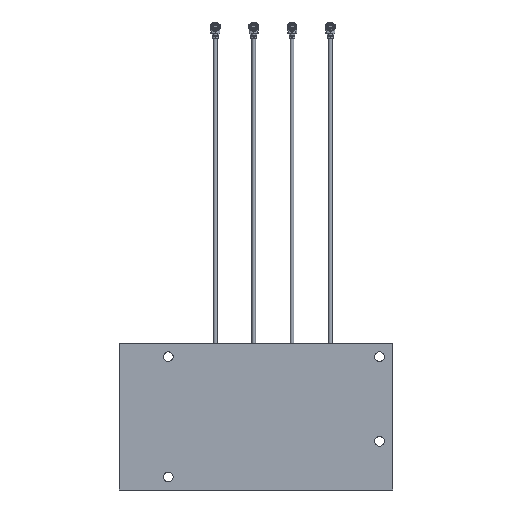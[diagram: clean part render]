
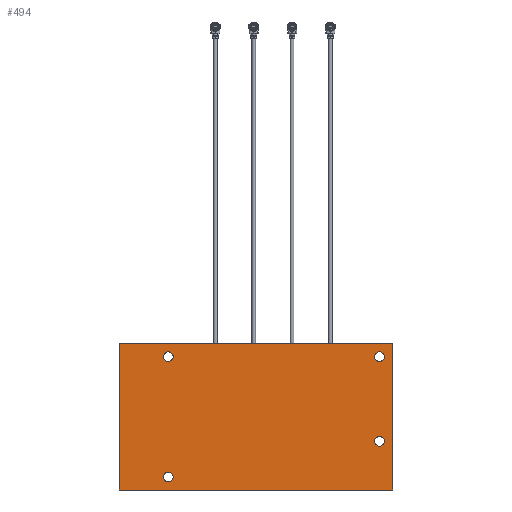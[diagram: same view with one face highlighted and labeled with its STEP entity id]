
A CAD part, front view. The second image highlights one B-rep face of the part: STEP entity #494.
In plain terms, the highlighted planar face has unit normal (0, -1, 0).
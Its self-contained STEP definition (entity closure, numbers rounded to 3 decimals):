
#185 = DIRECTION ( 'NONE',  ( 0., 1., 0. ) ) ;
#494 = ADVANCED_FACE ( 'NONE', ( #7815, #62250, #36227, #16712, #8580 ), #30907, .T. ) ;
#1317 = LINE ( 'NONE', #37613, #42778 ) ;
#1776 = EDGE_CURVE ( 'NONE', #26442, #43313, #36825, .T. ) ;
#4354 = CARTESIAN_POINT ( 'NONE',  ( -13.552, 46.959, 86.049 ) ) ;
#5033 = VERTEX_POINT ( 'NONE', #16538 ) ;
#5948 = EDGE_CURVE ( 'NONE', #42845, #57847, #30990, .T. ) ;
#6489 = CARTESIAN_POINT ( 'NONE',  ( 1.448, 46.959, 82.049 ) ) ;
#6697 = VERTEX_POINT ( 'NONE', #12728 ) ;
#7815 = FACE_BOUND ( 'NONE', #42931, .T. ) ;
#8580 = FACE_OUTER_BOUND ( 'NONE', #41670, .T. ) ;
#10429 = ORIENTED_EDGE ( 'NONE', *, *, #5948, .F. ) ;
#10795 = VERTEX_POINT ( 'NONE', #29373 ) ;
#10808 = EDGE_CURVE ( 'NONE', #6697, #64388, #30608, .T. ) ;
#10826 = CARTESIAN_POINT ( 'NONE',  ( 1.448, 46.959, 82.049 ) ) ;
#11778 = ORIENTED_EDGE ( 'NONE', *, *, #15632, .T. ) ;
#11992 = EDGE_CURVE ( 'NONE', #43313, #26442, #31221, .T. ) ;
#12039 = CIRCLE ( 'NONE', #47000, 1.5 ) ;
#12728 = CARTESIAN_POINT ( 'NONE',  ( 66.448, 46.959, 54.549 ) ) ;
#13931 = AXIS2_PLACEMENT_3D ( 'NONE', #14123, #19826, #25034 ) ;
#14123 = CARTESIAN_POINT ( 'NONE',  ( 66.448, 46.959, 82.049 ) ) ;
#15214 = CARTESIAN_POINT ( 'NONE',  ( -13.552, 46.959, 86.049 ) ) ;
#15256 = DIRECTION ( 'NONE',  ( 0., 0., -1. ) ) ;
#15521 = AXIS2_PLACEMENT_3D ( 'NONE', #6489, #42813, #27618 ) ;
#15609 = CARTESIAN_POINT ( 'NONE',  ( -13.552, 46.959, 41.049 ) ) ;
#15619 = CARTESIAN_POINT ( 'NONE',  ( 66.448, 46.959, 56.049 ) ) ;
#15632 = EDGE_CURVE ( 'NONE', #5033, #20177, #55486, .T. ) ;
#15816 = DIRECTION ( 'NONE',  ( -1., 0., 0. ) ) ;
#16344 = DIRECTION ( 'NONE',  ( 0., 1., 0. ) ) ;
#16494 = CARTESIAN_POINT ( 'NONE',  ( 1.448, 46.959, 83.549 ) ) ;
#16538 = CARTESIAN_POINT ( 'NONE',  ( 66.448, 46.959, 83.549 ) ) ;
#16712 = FACE_BOUND ( 'NONE', #46656, .T. ) ;
#17030 = DIRECTION ( 'NONE',  ( 0., 0., 1. ) ) ;
#17528 = CARTESIAN_POINT ( 'NONE',  ( 66.448, 46.959, 80.549 ) ) ;
#17758 = VERTEX_POINT ( 'NONE', #59400 ) ;
#18677 = ORIENTED_EDGE ( 'NONE', *, *, #51591, .F. ) ;
#19826 = DIRECTION ( 'NONE',  ( 0., 1., 0. ) ) ;
#19873 = CARTESIAN_POINT ( 'NONE',  ( 1.448, 46.959, 80.549 ) ) ;
#20177 = VERTEX_POINT ( 'NONE', #17528 ) ;
#21750 = DIRECTION ( 'NONE',  ( 0., 0., 1. ) ) ;
#21975 = ORIENTED_EDGE ( 'NONE', *, *, #10808, .T. ) ;
#25034 = DIRECTION ( 'NONE',  ( 0., 0., 1. ) ) ;
#25315 = CARTESIAN_POINT ( 'NONE',  ( 1.448, 46.959, 43.549 ) ) ;
#25606 = AXIS2_PLACEMENT_3D ( 'NONE', #10826, #47397, #21750 ) ;
#26066 = EDGE_CURVE ( 'NONE', #49718, #10795, #12039, .T. ) ;
#26442 = VERTEX_POINT ( 'NONE', #16494 ) ;
#27618 = DIRECTION ( 'NONE',  ( 0., 0., 1. ) ) ;
#27765 = EDGE_CURVE ( 'NONE', #57847, #39761, #60535, .T. ) ;
#28009 = AXIS2_PLACEMENT_3D ( 'NONE', #15619, #185, #36529 ) ;
#29174 = CARTESIAN_POINT ( 'NONE',  ( -13.552, 46.959, 86.049 ) ) ;
#29373 = CARTESIAN_POINT ( 'NONE',  ( 1.448, 46.959, 46.549 ) ) ;
#30454 = CIRCLE ( 'NONE', #65499, 1.5 ) ;
#30608 = CIRCLE ( 'NONE', #40670, 1.5 ) ;
#30907 = PLANE ( 'NONE',  #32443 ) ;
#30990 = LINE ( 'NONE', #15214, #39168 ) ;
#31221 = CIRCLE ( 'NONE', #25606, 1.5 ) ;
#31515 = EDGE_CURVE ( 'NONE', #39761, #17758, #1317, .T. ) ;
#31770 = CIRCLE ( 'NONE', #38645, 1.5 ) ;
#32385 = DIRECTION ( 'NONE',  ( 0., 0., -1. ) ) ;
#32443 = AXIS2_PLACEMENT_3D ( 'NONE', #4354, #40917, #15256 ) ;
#33655 = DIRECTION ( 'NONE',  ( 0., 1., 0. ) ) ;
#33916 = DIRECTION ( 'NONE',  ( 0., 0., 1. ) ) ;
#34252 = ORIENTED_EDGE ( 'NONE', *, *, #11992, .T. ) ;
#34585 = DIRECTION ( 'NONE',  ( 0., 1., 0. ) ) ;
#36227 = FACE_BOUND ( 'NONE', #64308, .T. ) ;
#36529 = DIRECTION ( 'NONE',  ( 0., 0., 1. ) ) ;
#36825 = CIRCLE ( 'NONE', #15521, 1.5 ) ;
#37613 = CARTESIAN_POINT ( 'NONE',  ( 70.448, 46.959, 86.049 ) ) ;
#38645 = AXIS2_PLACEMENT_3D ( 'NONE', #48592, #58982, #63552 ) ;
#39168 = VECTOR ( 'NONE', #45890, 1000. ) ;
#39246 = LINE ( 'NONE', #15609, #51420 ) ;
#39358 = EDGE_CURVE ( 'NONE', #64388, #6697, #66677, .T. ) ;
#39761 = VERTEX_POINT ( 'NONE', #45995 ) ;
#40670 = AXIS2_PLACEMENT_3D ( 'NONE', #49836, #34585, #33916 ) ;
#40917 = DIRECTION ( 'NONE',  ( 0., -1., 0. ) ) ;
#41670 = EDGE_LOOP ( 'NONE', ( #10429, #18677, #66478, #46619 ) ) ;
#42778 = VECTOR ( 'NONE', #32385, 1000. ) ;
#42813 = DIRECTION ( 'NONE',  ( 0., 1., 0. ) ) ;
#42845 = VERTEX_POINT ( 'NONE', #45600 ) ;
#42931 = EDGE_LOOP ( 'NONE', ( #61762, #61038 ) ) ;
#43183 = ORIENTED_EDGE ( 'NONE', *, *, #39358, .T. ) ;
#43313 = VERTEX_POINT ( 'NONE', #19873 ) ;
#44535 = DIRECTION ( 'NONE',  ( 0., 0., 1. ) ) ;
#44750 = EDGE_CURVE ( 'NONE', #10795, #49718, #31770, .T. ) ;
#45097 = VECTOR ( 'NONE', #56529, 1000. ) ;
#45600 = CARTESIAN_POINT ( 'NONE',  ( -13.552, 46.959, 41.049 ) ) ;
#45890 = DIRECTION ( 'NONE',  ( 0., 0., 1. ) ) ;
#45995 = CARTESIAN_POINT ( 'NONE',  ( 70.448, 46.959, 86.049 ) ) ;
#46323 = CARTESIAN_POINT ( 'NONE',  ( -13.552, 46.959, 86.049 ) ) ;
#46619 = ORIENTED_EDGE ( 'NONE', *, *, #27765, .F. ) ;
#46656 = EDGE_LOOP ( 'NONE', ( #43183, #21975 ) ) ;
#47000 = AXIS2_PLACEMENT_3D ( 'NONE', #58818, #16344, #17030 ) ;
#47397 = DIRECTION ( 'NONE',  ( 0., 1., 0. ) ) ;
#48592 = CARTESIAN_POINT ( 'NONE',  ( 1.448, 46.959, 45.049 ) ) ;
#49326 = EDGE_LOOP ( 'NONE', ( #52201, #34252 ) ) ;
#49718 = VERTEX_POINT ( 'NONE', #25315 ) ;
#49836 = CARTESIAN_POINT ( 'NONE',  ( 66.448, 46.959, 56.049 ) ) ;
#51420 = VECTOR ( 'NONE', #15816, 1000. ) ;
#51591 = EDGE_CURVE ( 'NONE', #17758, #42845, #39246, .T. ) ;
#52201 = ORIENTED_EDGE ( 'NONE', *, *, #1776, .T. ) ;
#55486 = CIRCLE ( 'NONE', #13931, 1.5 ) ;
#56529 = DIRECTION ( 'NONE',  ( 1., 0., 0. ) ) ;
#57847 = VERTEX_POINT ( 'NONE', #29174 ) ;
#58818 = CARTESIAN_POINT ( 'NONE',  ( 1.448, 46.959, 45.049 ) ) ;
#58982 = DIRECTION ( 'NONE',  ( 0., 1., 0. ) ) ;
#59400 = CARTESIAN_POINT ( 'NONE',  ( 70.448, 46.959, 41.049 ) ) ;
#59658 = CARTESIAN_POINT ( 'NONE',  ( 66.448, 46.959, 57.549 ) ) ;
#60535 = LINE ( 'NONE', #46323, #45097 ) ;
#61038 = ORIENTED_EDGE ( 'NONE', *, *, #26066, .T. ) ;
#61762 = ORIENTED_EDGE ( 'NONE', *, *, #44750, .T. ) ;
#62250 = FACE_BOUND ( 'NONE', #49326, .T. ) ;
#63552 = DIRECTION ( 'NONE',  ( 0., 0., 1. ) ) ;
#64308 = EDGE_LOOP ( 'NONE', ( #11778, #65990 ) ) ;
#64388 = VERTEX_POINT ( 'NONE', #59658 ) ;
#64774 = CARTESIAN_POINT ( 'NONE',  ( 66.448, 46.959, 82.049 ) ) ;
#65499 = AXIS2_PLACEMENT_3D ( 'NONE', #64774, #33655, #44535 ) ;
#65644 = EDGE_CURVE ( 'NONE', #20177, #5033, #30454, .T. ) ;
#65990 = ORIENTED_EDGE ( 'NONE', *, *, #65644, .T. ) ;
#66478 = ORIENTED_EDGE ( 'NONE', *, *, #31515, .F. ) ;
#66677 = CIRCLE ( 'NONE', #28009, 1.5 ) ;
